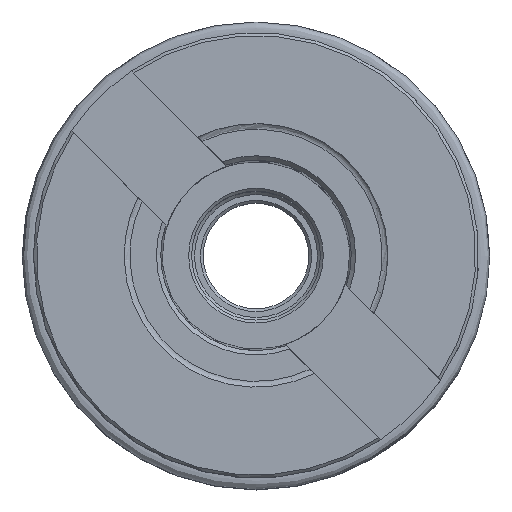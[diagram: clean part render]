
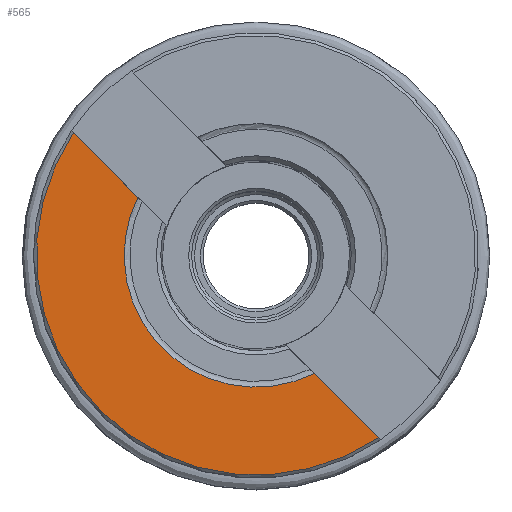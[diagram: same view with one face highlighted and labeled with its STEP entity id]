
A CAD part, top view. The second image highlights one B-rep face of the part: STEP entity #565.
In plain terms, the highlighted planar face has unit normal (0, 0, 1).
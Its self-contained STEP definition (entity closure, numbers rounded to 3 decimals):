
#126=PLANE('',#1212);
#139=FACE_OUTER_BOUND('',#199,.T.);
#156=LINE('',#2040,#172);
#166=LINE('',#2107,#182);
#172=VECTOR('',#1369,1.);
#182=VECTOR('',#1401,1.);
#199=EDGE_LOOP('',(#287,#288,#289,#290));
#287=ORIENTED_EDGE('',*,*,#425,.F.);
#288=ORIENTED_EDGE('',*,*,#426,.T.);
#289=ORIENTED_EDGE('',*,*,#427,.T.);
#290=ORIENTED_EDGE('',*,*,#404,.T.);
#404=EDGE_CURVE('',#708,#707,#156,.T.);
#425=EDGE_CURVE('',#725,#707,#477,.T.);
#426=EDGE_CURVE('',#725,#726,#166,.T.);
#427=EDGE_CURVE('',#726,#708,#478,.T.);
#477=CIRCLE('',#1210,22.5);
#478=CIRCLE('',#1211,37.5);
#565=ADVANCED_FACE('',(#139),#126,.T.);
#707=VERTEX_POINT('',#2039);
#708=VERTEX_POINT('',#2041);
#725=VERTEX_POINT('',#2106);
#726=VERTEX_POINT('',#2108);
#1210=AXIS2_PLACEMENT_3D('',#2105,#1399,#1400);
#1211=AXIS2_PLACEMENT_3D('',#2109,#1402,#1403);
#1212=AXIS2_PLACEMENT_3D('',#2110,#1404,#1405);
#1369=DIRECTION('',(-0.707,0.707,0.));
#1399=DIRECTION('',(0.,0.,1.));
#1400=DIRECTION('',(-1.,0.,0.));
#1401=DIRECTION('',(-0.707,0.707,0.));
#1402=DIRECTION('',(0.,0.,1.));
#1403=DIRECTION('',(-1.,0.,0.));
#1404=DIRECTION('',(0.,0.,1.));
#1405=DIRECTION('',(-1.,0.,0.));
#2039=CARTESIAN_POINT('',(9.956,-20.177,0.));
#2040=CARTESIAN_POINT('',(-5.111,-5.111,0.));
#2041=CARTESIAN_POINT('',(20.909,-31.13,0.));
#2105=CARTESIAN_POINT('',(0.,0.,0.));
#2106=CARTESIAN_POINT('',(-20.177,9.956,0.));
#2107=CARTESIAN_POINT('',(-47.007,36.785,0.));
#2108=CARTESIAN_POINT('',(-31.13,20.909,0.));
#2109=CARTESIAN_POINT('',(0.,0.,0.));
#2110=CARTESIAN_POINT('',(0.,0.,0.));
